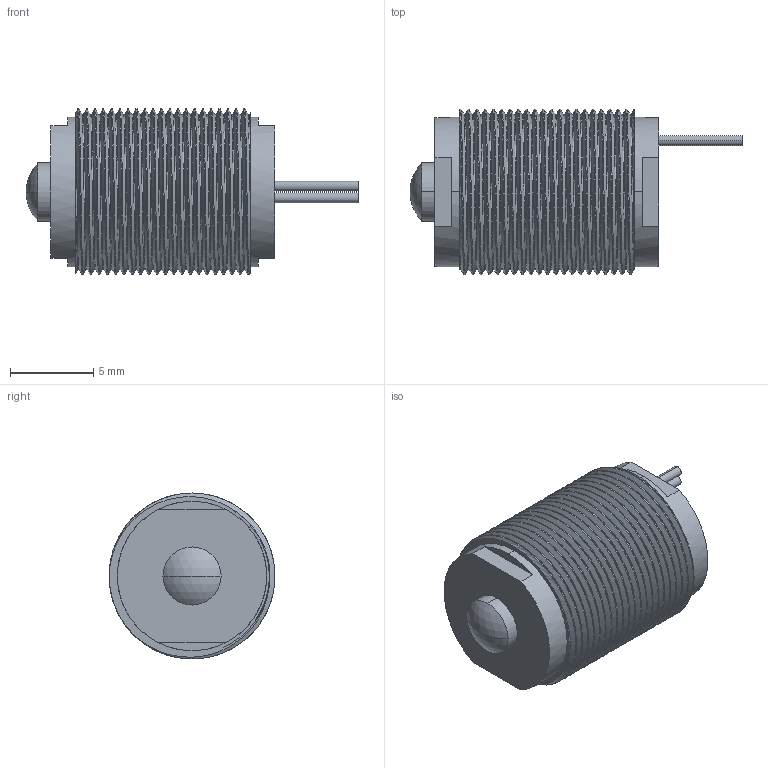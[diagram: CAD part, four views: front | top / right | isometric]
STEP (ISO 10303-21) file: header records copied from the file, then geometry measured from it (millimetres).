
FILE_DESCRIPTION (( 'STEP AP203' ), '1' );
FILE_NAME ('CSM105WA.STEP', '2017-01-20T01:21:27', ( '' ), ( '' ), 'SwSTEP 2.0', 'SolidWorks 2016', '' );
FILE_SCHEMA (( 'CONFIG_CONTROL_DESIGN' ));
Length unit declared in the file: millimetre
Products named in the file (1): CSM105WA
Bounding box: 20 x 10 x 10 mm (x, y, z)
Volume: 969.7 mm3; surface area: 833.1 mm2
Topology: 1 solids, 1 shells, 72 faces, 196 edges, 131 vertices
Faces by surface type: cylinder 53, plane 14, bspline 3, sphere 2
Entity records: 5662 total; most frequent: CARTESIAN_POINT 4011, ORIENTED_EDGE 392, DIRECTION 276, EDGE_CURVE 196, VERTEX_POINT 131, AXIS2_PLACEMENT_3D 104, EDGE_LOOP 77, FACE_OUTER_BOUND 72
